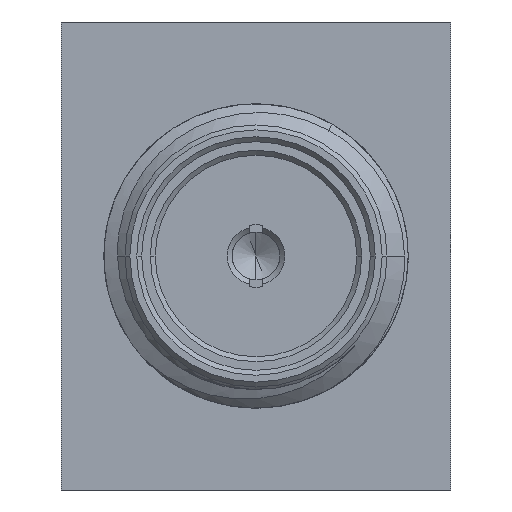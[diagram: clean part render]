
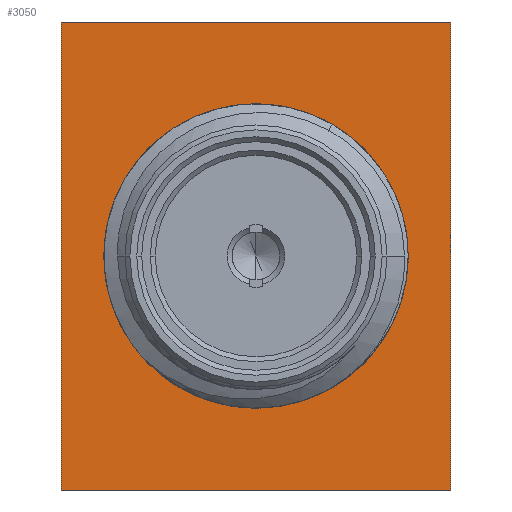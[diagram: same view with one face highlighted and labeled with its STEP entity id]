
A CAD part, left-side view. The second image highlights one B-rep face of the part: STEP entity #3050.
In plain terms, the highlighted planar face has unit normal (-1, 0, 0).
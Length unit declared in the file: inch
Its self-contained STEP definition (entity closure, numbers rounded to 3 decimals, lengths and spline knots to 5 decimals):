
#259=DIRECTION('',(0.,0.,-1.));
#260=VECTOR('',#259,0.3748);
#261=CARTESIAN_POINT('',(-0.06496,0.15591,
0.1874));
#262=LINE('',#261,#260);
#263=DIRECTION('',(0.,1.,0.));
#264=VECTOR('',#263,0.31181);
#265=CARTESIAN_POINT('',(-0.06496,-0.15591,
0.1874));
#266=LINE('',#265,#264);
#267=DIRECTION('',(0.,0.,1.));
#268=VECTOR('',#267,0.3748);
#269=CARTESIAN_POINT('',(-0.06496,-0.15591,
-0.1874));
#270=LINE('',#269,#268);
#271=DIRECTION('',(0.,-1.,0.));
#272=VECTOR('',#271,0.31181);
#273=CARTESIAN_POINT('',(-0.06496,0.15591,
-0.1874));
#274=LINE('',#273,#272);
#329=CARTESIAN_POINT('',(-0.06496,0.,0.));
#330=DIRECTION('',(1.,0.,0.));
#331=DIRECTION('',(0.,1.,0.));
#332=AXIS2_PLACEMENT_3D('',#329,#330,#331);
#411=CARTESIAN_POINT('',(-0.06496,0.,0.));
#412=DIRECTION('',(-1.,0.,0.));
#413=DIRECTION('',(0.,1.,0.));
#414=AXIS2_PLACEMENT_3D('',#411,#412,#413);
#2376=CARTESIAN_POINT('',(-0.06496,0.09646,0.));
#2377=CARTESIAN_POINT('',(-0.06496,-0.09646,0.));
#2378=VERTEX_POINT('',#2376);
#2379=VERTEX_POINT('',#2377);
#2396=CARTESIAN_POINT('',(-0.06496,0.15591,
0.1874));
#2397=CARTESIAN_POINT('',(-0.06496,0.15591,
-0.1874));
#2398=VERTEX_POINT('',#2396);
#2399=VERTEX_POINT('',#2397);
#2400=CARTESIAN_POINT('',(-0.06496,-0.15591,
-0.1874));
#2401=VERTEX_POINT('',#2400);
#2402=CARTESIAN_POINT('',(-0.06496,-0.15591,
0.1874));
#2403=VERTEX_POINT('',#2402);
#3033=CARTESIAN_POINT('',(-0.06496,0.,0.));
#3034=DIRECTION('',(-1.,0.,0.));
#3035=DIRECTION('',(0.,1.,0.));
#3036=AXIS2_PLACEMENT_3D('',#3033,#3034,#3035);
#3037=PLANE('',#3036);
#3038=ORIENTED_EDGE('',*,*,#2857,.F.);
#3039=ORIENTED_EDGE('',*,*,#2881,.F.);
#3040=ORIENTED_EDGE('',*,*,#3016,.F.);
#3041=ORIENTED_EDGE('',*,*,#2773,.F.);
#3042=EDGE_LOOP('',(#3038,#3039,#3040,#3041));
#3043=FACE_OUTER_BOUND('',#3042,.F.);
#3045=ORIENTED_EDGE('',*,*,#3044,.F.);
#3047=ORIENTED_EDGE('',*,*,#3046,.T.);
#3048=EDGE_LOOP('',(#3045,#3047));
#3049=FACE_BOUND('',#3048,.F.);
#3050=ADVANCED_FACE('',(#3043,#3049),#3037,.T.);
#333=CIRCLE('',#332,0.09646);
#415=CIRCLE('',#414,0.09646);
#2773=EDGE_CURVE('',#2399,#2401,#274,.T.);
#2857=EDGE_CURVE('',#2398,#2399,#262,.T.);
#2881=EDGE_CURVE('',#2403,#2398,#266,.T.);
#3016=EDGE_CURVE('',#2401,#2403,#270,.T.);
#3044=EDGE_CURVE('',#2378,#2379,#333,.T.);
#3046=EDGE_CURVE('',#2378,#2379,#415,.T.);
